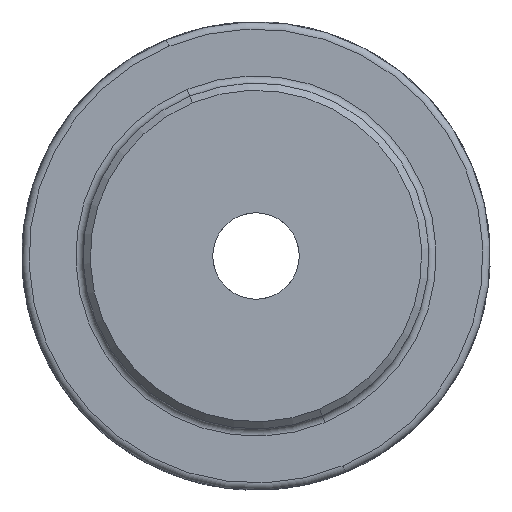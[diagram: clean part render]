
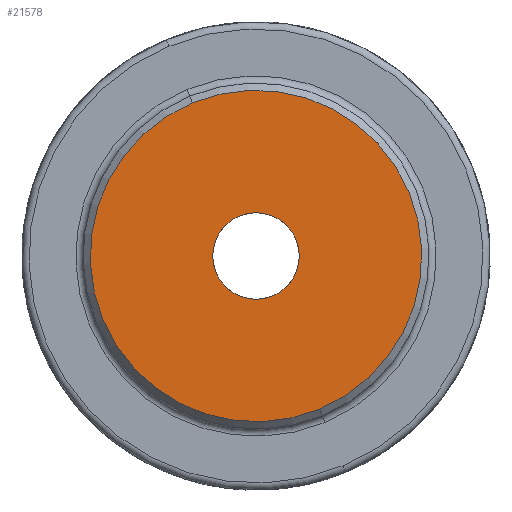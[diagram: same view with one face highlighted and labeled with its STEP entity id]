
A CAD part, left-side view. The second image highlights one B-rep face of the part: STEP entity #21578.
In plain terms, the highlighted face is planar.
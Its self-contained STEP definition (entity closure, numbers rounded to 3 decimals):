
#20874=CARTESIAN_POINT('',(0.,0.,0.));
#20875=DIRECTION('',(0.,0.,1.));
#20876=DIRECTION('',(-1.,0.,0.));
#20877=AXIS2_PLACEMENT_3D('',#20874,#20875,#20876);
#20883=CARTESIAN_POINT('',(0.,0.,0.));
#20884=DIRECTION('',(0.,0.,1.));
#20885=DIRECTION('',(1.,0.,0.));
#20886=AXIS2_PLACEMENT_3D('',#20883,#20884,#20885);
#20897=CARTESIAN_POINT('',(0.,0.,0.));
#20898=DIRECTION('',(0.,0.,1.));
#20899=DIRECTION('',(-1.,0.,0.));
#20900=AXIS2_PLACEMENT_3D('',#20897,#20898,#20899);
#20902=CARTESIAN_POINT('',(0.,0.,0.));
#20903=DIRECTION('',(0.,0.,1.));
#20904=DIRECTION('',(1.,0.,0.));
#20905=AXIS2_PLACEMENT_3D('',#20902,#20903,#20904);
#20961=CARTESIAN_POINT('',(23.,0.,0.));
#20962=CARTESIAN_POINT('',(-23.,0.,0.));
#20963=VERTEX_POINT('',#20961);
#20964=VERTEX_POINT('',#20962);
#20991=CARTESIAN_POINT('',(6.,0.,0.));
#20992=CARTESIAN_POINT('',(-6.,0.,0.));
#20993=VERTEX_POINT('',#20991);
#20994=VERTEX_POINT('',#20992);
#21563=CARTESIAN_POINT('',(0.,0.,0.));
#21564=DIRECTION('',(0.,0.,1.));
#21565=DIRECTION('',(1.,0.,0.));
#21566=AXIS2_PLACEMENT_3D('',#21563,#21564,#21565);
#21567=PLANE('',#21566);
#21569=ORIENTED_EDGE('',*,*,#21568,.T.);
#21571=ORIENTED_EDGE('',*,*,#21570,.T.);
#21572=EDGE_LOOP('',(#21569,#21571));
#21573=FACE_OUTER_BOUND('',#21572,.F.);
#21574=ORIENTED_EDGE('',*,*,#21556,.F.);
#21575=ORIENTED_EDGE('',*,*,#21543,.F.);
#21576=EDGE_LOOP('',(#21574,#21575));
#21577=FACE_BOUND('',#21576,.F.);
#21578=ADVANCED_FACE('',(#21573,#21577),#21567,.F.);
#20878=CIRCLE('',#20877,6.);
#20887=CIRCLE('',#20886,6.);
#20901=CIRCLE('',#20900,23.);
#20906=CIRCLE('',#20905,23.);
#21543=EDGE_CURVE('',#20994,#20993,#20878,.T.);
#21556=EDGE_CURVE('',#20993,#20994,#20887,.T.);
#21568=EDGE_CURVE('',#20964,#20963,#20901,.T.);
#21570=EDGE_CURVE('',#20963,#20964,#20906,.T.);
